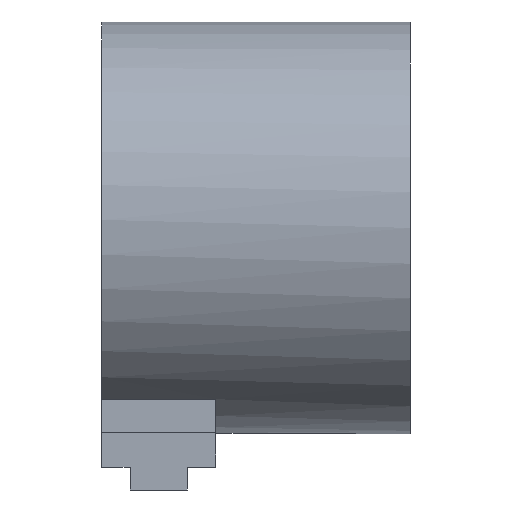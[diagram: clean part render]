
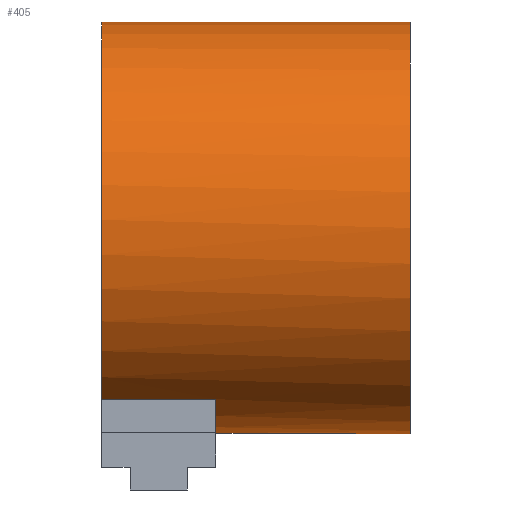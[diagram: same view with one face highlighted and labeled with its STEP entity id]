
A CAD part, front view. The second image highlights one B-rep face of the part: STEP entity #405.
In plain terms, the highlighted cylindrical face has radius 18 mm (diameter 36 mm), a full revolution.
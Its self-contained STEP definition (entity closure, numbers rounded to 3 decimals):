
#19=CYLINDRICAL_SURFACE('',#448,18.);
#40=CIRCLE('',#440,18.);
#41=CIRCLE('',#441,18.);
#44=CIRCLE('',#449,18.);
#45=CIRCLE('',#450,18.);
#67=FACE_OUTER_BOUND('',#91,.T.);
#91=EDGE_LOOP('',(#328,#329,#330,#331,#332,#333,#334,#335));
#122=LINE('',#614,#158);
#140=LINE('',#656,#176);
#141=LINE('',#659,#177);
#158=VECTOR('',#492,10.);
#176=VECTOR('',#532,10.);
#177=VECTOR('',#535,18.);
#193=VERTEX_POINT('',#611);
#194=VERTEX_POINT('',#613);
#201=VERTEX_POINT('',#633);
#202=VERTEX_POINT('',#635);
#207=VERTEX_POINT('',#654);
#208=VERTEX_POINT('',#658);
#231=EDGE_CURVE('',#193,#194,#122,.T.);
#242=EDGE_CURVE('',#201,#202,#40,.T.);
#243=EDGE_CURVE('',#202,#193,#41,.T.);
#253=EDGE_CURVE('',#201,#207,#140,.T.);
#254=EDGE_CURVE('',#202,#208,#141,.T.);
#255=EDGE_CURVE('',#208,#208,#44,.T.);
#256=EDGE_CURVE('',#194,#207,#45,.T.);
#328=ORIENTED_EDGE('',*,*,#231,.F.);
#329=ORIENTED_EDGE('',*,*,#243,.F.);
#330=ORIENTED_EDGE('',*,*,#254,.T.);
#331=ORIENTED_EDGE('',*,*,#255,.F.);
#332=ORIENTED_EDGE('',*,*,#254,.F.);
#333=ORIENTED_EDGE('',*,*,#242,.F.);
#334=ORIENTED_EDGE('',*,*,#253,.T.);
#335=ORIENTED_EDGE('',*,*,#256,.F.);
#405=ADVANCED_FACE('',(#67),#19,.T.);
#440=AXIS2_PLACEMENT_3D('',#636,#509,#510);
#441=AXIS2_PLACEMENT_3D('',#637,#511,#512);
#448=AXIS2_PLACEMENT_3D('',#657,#533,#534);
#449=AXIS2_PLACEMENT_3D('',#660,#536,#537);
#450=AXIS2_PLACEMENT_3D('',#661,#538,#539);
#492=DIRECTION('',(1.,0.,0.));
#509=DIRECTION('center_axis',(-1.,0.,0.));
#510=DIRECTION('ref_axis',(0.,0.,-1.));
#511=DIRECTION('center_axis',(-1.,0.,0.));
#512=DIRECTION('ref_axis',(0.,0.,-1.));
#532=DIRECTION('',(1.,0.,0.));
#533=DIRECTION('center_axis',(1.,0.,0.));
#534=DIRECTION('ref_axis',(0.,0.,-1.));
#535=DIRECTION('',(1.,0.,0.));
#536=DIRECTION('center_axis',(1.,0.,0.));
#537=DIRECTION('ref_axis',(0.,0.,1.));
#538=DIRECTION('center_axis',(-1.,0.,0.));
#539=DIRECTION('ref_axis',(0.,0.,1.));
#611=CARTESIAN_POINT('',(0.,10.,-14.967));
#613=CARTESIAN_POINT('',(10.,10.,-14.967));
#614=CARTESIAN_POINT('',(0.,10.,-14.967));
#633=CARTESIAN_POINT('',(0.,-10.,-14.967));
#635=CARTESIAN_POINT('',(0.,0.,18.));
#636=CARTESIAN_POINT('Origin',(0.,0.,0.));
#637=CARTESIAN_POINT('Origin',(0.,0.,0.));
#654=CARTESIAN_POINT('',(10.,-10.,-14.967));
#656=CARTESIAN_POINT('',(0.,-10.,-14.967));
#657=CARTESIAN_POINT('Origin',(0.,0.,0.));
#658=CARTESIAN_POINT('',(27.,0.,18.));
#659=CARTESIAN_POINT('',(0.,0.,18.));
#660=CARTESIAN_POINT('Origin',(27.,0.,0.));
#661=CARTESIAN_POINT('Origin',(10.,0.,0.));
